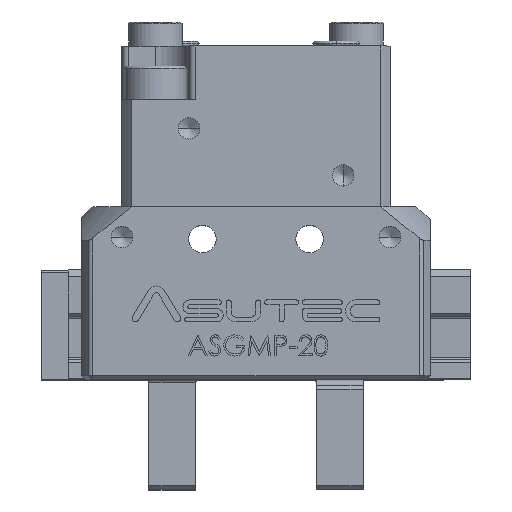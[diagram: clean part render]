
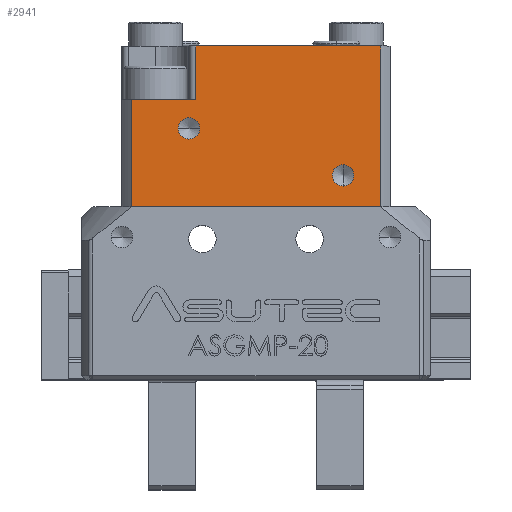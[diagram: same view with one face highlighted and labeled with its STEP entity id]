
A CAD part, top view. The second image highlights one B-rep face of the part: STEP entity #2941.
In plain terms, the highlighted planar face has unit normal (0, 0, 1).
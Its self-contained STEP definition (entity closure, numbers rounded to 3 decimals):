
#267 = EDGE_CURVE ( 'NONE', #20407, #14010, #6369, .T. ) ;
#358 = VERTEX_POINT ( 'NONE', #25140 ) ;
#567 = ORIENTED_EDGE ( 'NONE', *, *, #19208, .T. ) ;
#691 = PLANE ( 'NONE',  #27105 ) ;
#796 = EDGE_CURVE ( 'NONE', #14010, #1255, #3287, .T. ) ;
#910 = CARTESIAN_POINT ( 'NONE',  ( -9.32, -12., 7.95 ) ) ;
#1041 = CARTESIAN_POINT ( 'NONE',  ( -5., -6.15, 7.95 ) ) ;
#1255 = VERTEX_POINT ( 'NONE', #1306 ) ;
#1261 = ORIENTED_EDGE ( 'NONE', *, *, #24597, .T. ) ;
#1306 = CARTESIAN_POINT ( 'NONE',  ( -9.32, -4., 7.95 ) ) ;
#1584 = ORIENTED_EDGE ( 'NONE', *, *, #3050, .T. ) ;
#1847 = DIRECTION ( 'NONE',  ( 0., 0., -1. ) ) ;
#2627 = EDGE_LOOP ( 'NONE', ( #25527, #1584, #27011, #25298, #15403, #1261 ) ) ;
#2941 = ADVANCED_FACE ( 'NONE', ( #23386, #25688, #24347 ), #691, .T. ) ;
#3050 = EDGE_CURVE ( 'NONE', #4733, #26362, #19791, .T. ) ;
#3232 = DIRECTION ( 'NONE',  ( 0., -1., 0. ) ) ;
#3262 = VECTOR ( 'NONE', #6627, 1000. ) ;
#3287 = LINE ( 'NONE', #10009, #3262 ) ;
#4696 = CARTESIAN_POINT ( 'NONE',  ( 6.5, -8.85, 7.95 ) ) ;
#4732 = ORIENTED_EDGE ( 'NONE', *, *, #9324, .T. ) ;
#4733 = VERTEX_POINT ( 'NONE', #10762 ) ;
#4863 = CIRCLE ( 'NONE', #23234, 0.8 ) ;
#4915 = ORIENTED_EDGE ( 'NONE', *, *, #17334, .T. ) ;
#6223 = VECTOR ( 'NONE', #21536, 1000. ) ;
#6369 = LINE ( 'NONE', #14437, #6223 ) ;
#6627 = DIRECTION ( 'NONE',  ( -1., 0., 0. ) ) ;
#6633 = EDGE_CURVE ( 'NONE', #22044, #11822, #22704, .T. ) ;
#9324 = EDGE_CURVE ( 'NONE', #11822, #22044, #17668, .T. ) ;
#9761 = CARTESIAN_POINT ( 'NONE',  ( -5., -6.15, 7.95 ) ) ;
#9805 = CARTESIAN_POINT ( 'NONE',  ( 9.32, -12., 7.95 ) ) ;
#9992 = DIRECTION ( 'NONE',  ( 0., 1., 0. ) ) ;
#10009 = CARTESIAN_POINT ( 'NONE',  ( 10., -4., 7.95 ) ) ;
#10381 = CARTESIAN_POINT ( 'NONE',  ( 6.5, -10.45, 7.95 ) ) ;
#10483 = CIRCLE ( 'NONE', #13231, 0.8 ) ;
#10551 = DIRECTION ( 'NONE',  ( 0., 0., -1. ) ) ;
#10762 = CARTESIAN_POINT ( 'NONE',  ( 9.32, -12., 7.95 ) ) ;
#10764 = LINE ( 'NONE', #15133, #15848 ) ;
#11584 = LINE ( 'NONE', #14835, #25313 ) ;
#11822 = VERTEX_POINT ( 'NONE', #4696 ) ;
#11931 = DIRECTION ( 'NONE',  ( 0., -1., 0. ) ) ;
#13018 = CARTESIAN_POINT ( 'NONE',  ( -5., -5.35, 7.95 ) ) ;
#13146 = CARTESIAN_POINT ( 'NONE',  ( -4.5, -4., 7.95 ) ) ;
#13231 = AXIS2_PLACEMENT_3D ( 'NONE', #9761, #24750, #11931 ) ;
#14010 = VERTEX_POINT ( 'NONE', #13146 ) ;
#14437 = CARTESIAN_POINT ( 'NONE',  ( -4.5, -12., 7.95 ) ) ;
#14758 = CARTESIAN_POINT ( 'NONE',  ( 6.5, -9.65, 7.95 ) ) ;
#14835 = CARTESIAN_POINT ( 'NONE',  ( 10., 0., 7.95 ) ) ;
#15056 = VECTOR ( 'NONE', #9992, 1000. ) ;
#15133 = CARTESIAN_POINT ( 'NONE',  ( -9.32, -12., 7.95 ) ) ;
#15161 = VERTEX_POINT ( 'NONE', #910 ) ;
#15403 = ORIENTED_EDGE ( 'NONE', *, *, #796, .T. ) ;
#15848 = VECTOR ( 'NONE', #21572, 1000. ) ;
#16151 = DIRECTION ( 'NONE',  ( 0., 0., -1. ) ) ;
#16481 = DIRECTION ( 'NONE',  ( 1., 0., 0. ) ) ;
#16827 = LINE ( 'NONE', #24890, #27399 ) ;
#16963 = DIRECTION ( 'NONE',  ( 0., -1., 0. ) ) ;
#17096 = AXIS2_PLACEMENT_3D ( 'NONE', #23431, #10551, #25536 ) ;
#17128 = EDGE_CURVE ( 'NONE', #26362, #20407, #11584, .T. ) ;
#17210 = ORIENTED_EDGE ( 'NONE', *, *, #6633, .T. ) ;
#17334 = EDGE_CURVE ( 'NONE', #358, #23651, #4863, .T. ) ;
#17668 = CIRCLE ( 'NONE', #19999, 0.8 ) ;
#18018 = DIRECTION ( 'NONE',  ( 1., 0., 0. ) ) ;
#19208 = EDGE_CURVE ( 'NONE', #23651, #358, #10483, .T. ) ;
#19657 = CARTESIAN_POINT ( 'NONE',  ( -4.5, 0., 7.95 ) ) ;
#19791 = LINE ( 'NONE', #9805, #15056 ) ;
#19822 = DIRECTION ( 'NONE',  ( 0., 0., 1. ) ) ;
#19999 = AXIS2_PLACEMENT_3D ( 'NONE', #14758, #1847, #16963 ) ;
#20407 = VERTEX_POINT ( 'NONE', #19657 ) ;
#21536 = DIRECTION ( 'NONE',  ( 0., -1., 0. ) ) ;
#21572 = DIRECTION ( 'NONE',  ( 0., -1., 0. ) ) ;
#22044 = VERTEX_POINT ( 'NONE', #10381 ) ;
#22121 = EDGE_LOOP ( 'NONE', ( #4915, #567 ) ) ;
#22393 = EDGE_LOOP ( 'NONE', ( #17210, #4732 ) ) ;
#22704 = CIRCLE ( 'NONE', #17096, 0.8 ) ;
#23234 = AXIS2_PLACEMENT_3D ( 'NONE', #1041, #16151, #3232 ) ;
#23336 = DIRECTION ( 'NONE',  ( -1., 0., 0. ) ) ;
#23386 = FACE_OUTER_BOUND ( 'NONE', #2627, .T. ) ;
#23431 = CARTESIAN_POINT ( 'NONE',  ( 6.5, -9.65, 7.95 ) ) ;
#23651 = VERTEX_POINT ( 'NONE', #13018 ) ;
#24347 = FACE_BOUND ( 'NONE', #22121, .T. ) ;
#24597 = EDGE_CURVE ( 'NONE', #1255, #15161, #10764, .T. ) ;
#24643 = CARTESIAN_POINT ( 'NONE',  ( 9.32, 0., 7.95 ) ) ;
#24750 = DIRECTION ( 'NONE',  ( 0., 0., -1. ) ) ;
#24890 = CARTESIAN_POINT ( 'NONE',  ( -10., -12., 7.95 ) ) ;
#25140 = CARTESIAN_POINT ( 'NONE',  ( -5., -6.95, 7.95 ) ) ;
#25298 = ORIENTED_EDGE ( 'NONE', *, *, #267, .T. ) ;
#25313 = VECTOR ( 'NONE', #23336, 1000. ) ;
#25527 = ORIENTED_EDGE ( 'NONE', *, *, #26865, .T. ) ;
#25536 = DIRECTION ( 'NONE',  ( 0., -1., 0. ) ) ;
#25688 = FACE_BOUND ( 'NONE', #22393, .T. ) ;
#26362 = VERTEX_POINT ( 'NONE', #24643 ) ;
#26865 = EDGE_CURVE ( 'NONE', #15161, #4733, #16827, .T. ) ;
#27011 = ORIENTED_EDGE ( 'NONE', *, *, #17128, .T. ) ;
#27105 = AXIS2_PLACEMENT_3D ( 'NONE', #27400, #19822, #18018 ) ;
#27399 = VECTOR ( 'NONE', #16481, 1000. ) ;
#27400 = CARTESIAN_POINT ( 'NONE',  ( 10., -12., 7.95 ) ) ;
